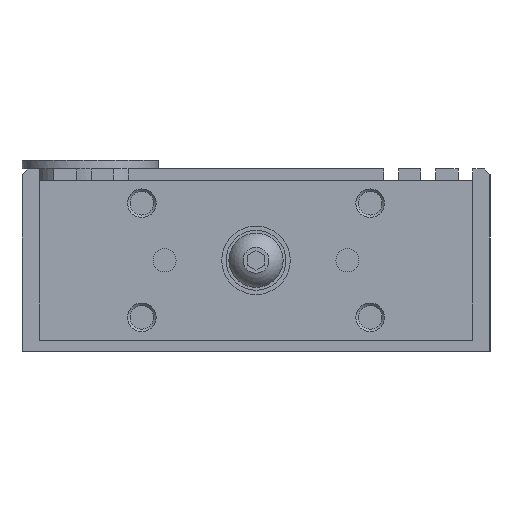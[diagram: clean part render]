
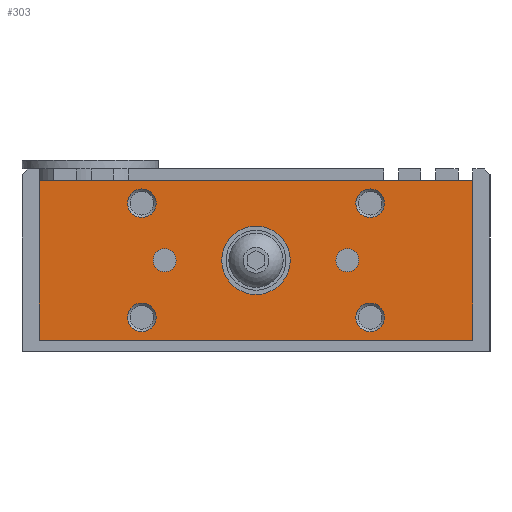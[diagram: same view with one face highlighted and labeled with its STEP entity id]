
A CAD part, left-side view. The second image highlights one B-rep face of the part: STEP entity #303.
In plain terms, the highlighted planar face has unit normal (-1, 0, 0).
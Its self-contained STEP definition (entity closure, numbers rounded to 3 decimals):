
#303 = ADVANCED_FACE( '', ( #790, #791, #792, #793, #794, #795, #796, #797 ), #798, .F. );
#790 = FACE_BOUND( '', #1564, .T. );
#791 = FACE_BOUND( '', #1565, .T. );
#792 = FACE_BOUND( '', #1566, .T. );
#793 = FACE_BOUND( '', #1567, .T. );
#794 = FACE_BOUND( '', #1568, .T. );
#795 = FACE_BOUND( '', #1569, .T. );
#796 = FACE_BOUND( '', #1570, .T. );
#797 = FACE_OUTER_BOUND( '', #1571, .T. );
#798 = PLANE( '', #1572 );
#1564 = EDGE_LOOP( '', ( #2428 ) );
#1565 = EDGE_LOOP( '', ( #2429 ) );
#1566 = EDGE_LOOP( '', ( #2430 ) );
#1567 = EDGE_LOOP( '', ( #2431 ) );
#1568 = EDGE_LOOP( '', ( #2432 ) );
#1569 = EDGE_LOOP( '', ( #2433 ) );
#1570 = EDGE_LOOP( '', ( #2434 ) );
#1571 = EDGE_LOOP( '', ( #2435, #2436, #2437, #2438 ) );
#1572 = AXIS2_PLACEMENT_3D( '', #2439, #2440, #2441 );
#2428 = ORIENTED_EDGE( '', *, *, #3953, .F. );
#2429 = ORIENTED_EDGE( '', *, *, #3954, .T. );
#2430 = ORIENTED_EDGE( '', *, *, #3901, .T. );
#2431 = ORIENTED_EDGE( '', *, *, #3955, .F. );
#2432 = ORIENTED_EDGE( '', *, *, #3956, .F. );
#2433 = ORIENTED_EDGE( '', *, *, #3957, .T. );
#2434 = ORIENTED_EDGE( '', *, *, #3958, .T. );
#2435 = ORIENTED_EDGE( '', *, *, #3959, .F. );
#2436 = ORIENTED_EDGE( '', *, *, #3960, .F. );
#2437 = ORIENTED_EDGE( '', *, *, #3961, .F. );
#2438 = ORIENTED_EDGE( '', *, *, #3962, .F. );
#2439 = CARTESIAN_POINT( '', ( -61., 38., 30. ) );
#2440 = DIRECTION( '', ( 1., 0., 0. ) );
#2441 = DIRECTION( '', ( 0., 0., 1. ) );
#3901 = EDGE_CURVE( '', #4553, #4553, #4554, .T. );
#3953 = EDGE_CURVE( '', #4637, #4637, #4638, .T. );
#3954 = EDGE_CURVE( '', #4639, #4639, #4640, .T. );
#3955 = EDGE_CURVE( '', #4641, #4641, #4642, .T. );
#3956 = EDGE_CURVE( '', #4643, #4643, #4644, .T. );
#3957 = EDGE_CURVE( '', #4645, #4645, #4646, .T. );
#3958 = EDGE_CURVE( '', #4647, #4647, #4648, .T. );
#3959 = EDGE_CURVE( '', #4649, #4650, #4651, .T. );
#3960 = EDGE_CURVE( '', #4652, #4649, #4653, .T. );
#3961 = EDGE_CURVE( '', #4654, #4652, #4655, .T. );
#3962 = EDGE_CURVE( '', #4650, #4654, #4656, .T. );
#4553 = VERTEX_POINT( '', #5475 );
#4554 = CIRCLE( '', #5476, 2.5 );
#4637 = VERTEX_POINT( '', #5575 );
#4638 = CIRCLE( '', #5576, 2.01 );
#4639 = VERTEX_POINT( '', #5577 );
#4640 = CIRCLE( '', #5578, 2.01 );
#4641 = VERTEX_POINT( '', #5579 );
#4642 = CIRCLE( '', #5580, 2.5 );
#4643 = VERTEX_POINT( '', #5581 );
#4644 = CIRCLE( '', #5582, 2.5 );
#4645 = VERTEX_POINT( '', #5583 );
#4646 = CIRCLE( '', #5584, 2.5 );
#4647 = VERTEX_POINT( '', #5585 );
#4648 = CIRCLE( '', #5586, 6. );
#4649 = VERTEX_POINT( '', #5587 );
#4650 = VERTEX_POINT( '', #5588 );
#4651 = LINE( '', #5589, #5590 );
#4652 = VERTEX_POINT( '', #5591 );
#4653 = LINE( '', #5592, #5593 );
#4654 = VERTEX_POINT( '', #5594 );
#4655 = LINE( '', #5595, #5596 );
#4656 = LINE( '', #5597, #5598 );
#5475 = CARTESIAN_POINT( '', ( -61., 17.5, 6. ) );
#5476 = AXIS2_PLACEMENT_3D( '', #6764, #6765, #6766 );
#5575 = CARTESIAN_POINT( '', ( -61., 13.99, 16. ) );
#5576 = AXIS2_PLACEMENT_3D( '', #6837, #6838, #6839 );
#5577 = CARTESIAN_POINT( '', ( -61., -13.99, 16. ) );
#5578 = AXIS2_PLACEMENT_3D( '', #6840, #6841, #6842 );
#5579 = CARTESIAN_POINT( '', ( -61., -17.5, 6. ) );
#5580 = AXIS2_PLACEMENT_3D( '', #6843, #6844, #6845 );
#5581 = CARTESIAN_POINT( '', ( -61., 17.5, 26. ) );
#5582 = AXIS2_PLACEMENT_3D( '', #6846, #6847, #6848 );
#5583 = CARTESIAN_POINT( '', ( -61., -17.5, 26. ) );
#5584 = AXIS2_PLACEMENT_3D( '', #6849, #6850, #6851 );
#5585 = CARTESIAN_POINT( '', ( -61., 6., 16. ) );
#5586 = AXIS2_PLACEMENT_3D( '', #6852, #6853, #6854 );
#5587 = CARTESIAN_POINT( '', ( -61., 38., 2. ) );
#5588 = CARTESIAN_POINT( '', ( -61., 38., 30. ) );
#5589 = CARTESIAN_POINT( '', ( -61., 38., 2. ) );
#5590 = VECTOR( '', #6855, 1000. );
#5591 = CARTESIAN_POINT( '', ( -61., -38., 2. ) );
#5592 = CARTESIAN_POINT( '', ( -61., -38., 2. ) );
#5593 = VECTOR( '', #6856, 1000. );
#5594 = CARTESIAN_POINT( '', ( -61., -38., 30. ) );
#5595 = CARTESIAN_POINT( '', ( -61., -38., 30. ) );
#5596 = VECTOR( '', #6857, 1000. );
#5597 = CARTESIAN_POINT( '', ( -61., 38., 30. ) );
#5598 = VECTOR( '', #6858, 1000. );
#6764 = CARTESIAN_POINT( '', ( -61., 20., 6. ) );
#6765 = DIRECTION( '', ( 1., 0., 0. ) );
#6766 = DIRECTION( '', ( 0., -1., 0. ) );
#6837 = CARTESIAN_POINT( '', ( -61., 16., 16. ) );
#6838 = DIRECTION( '', ( -1., 0., 0. ) );
#6839 = DIRECTION( '', ( 0., -1., 0. ) );
#6840 = CARTESIAN_POINT( '', ( -61., -16., 16. ) );
#6841 = DIRECTION( '', ( 1., 0., 0. ) );
#6842 = DIRECTION( '', ( 0., 1., 0. ) );
#6843 = CARTESIAN_POINT( '', ( -61., -20., 6. ) );
#6844 = DIRECTION( '', ( -1., 0., 0. ) );
#6845 = DIRECTION( '', ( 0., 1., 0. ) );
#6846 = CARTESIAN_POINT( '', ( -61., 20., 26. ) );
#6847 = DIRECTION( '', ( -1., 0., 0. ) );
#6848 = DIRECTION( '', ( 0., -1., 0. ) );
#6849 = CARTESIAN_POINT( '', ( -61., -20., 26. ) );
#6850 = DIRECTION( '', ( 1., 0., 0. ) );
#6851 = DIRECTION( '', ( 0., 1., 0. ) );
#6852 = CARTESIAN_POINT( '', ( -61., 0., 16. ) );
#6853 = DIRECTION( '', ( 1., 0., 0. ) );
#6854 = DIRECTION( '', ( 0., 1., 0. ) );
#6855 = DIRECTION( '', ( 0., 0., 1. ) );
#6856 = DIRECTION( '', ( 0., 1., 0. ) );
#6857 = DIRECTION( '', ( 0., 0., -1. ) );
#6858 = DIRECTION( '', ( 0., -1., 0. ) );
